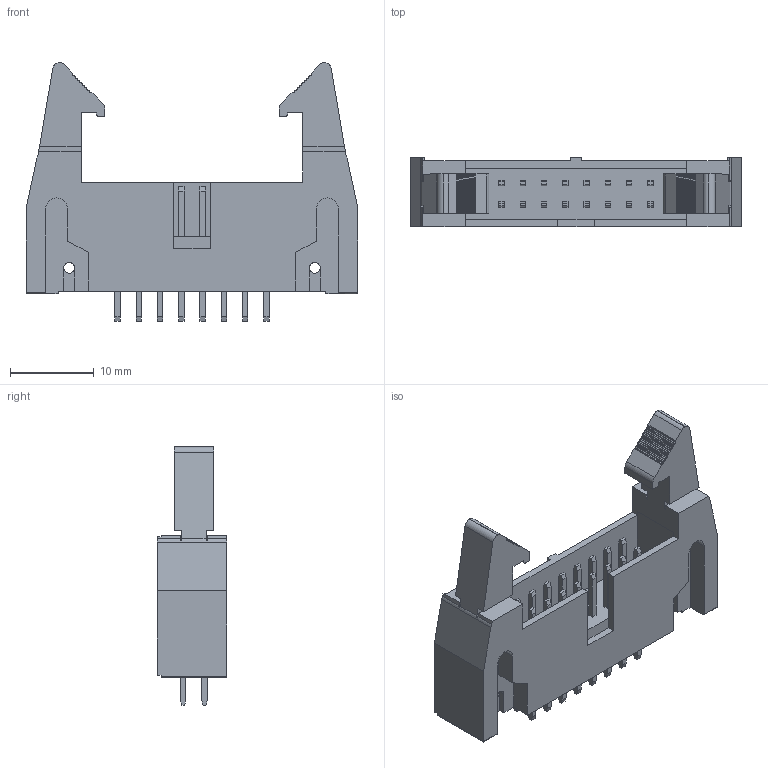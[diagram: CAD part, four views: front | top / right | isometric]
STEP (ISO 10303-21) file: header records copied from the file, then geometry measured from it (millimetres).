
FILE_DESCRIPTION(('STEP AP214'),'1');
FILE_NAME('header_awh16g-0232-t.stp','2015-04-21T12:34:31',('TraceParts'),('TraceParts S.A.'),'XStep 1.0',' ',' ');
FILE_SCHEMA(('automotive_design'));
Length unit declared in the file: millimetre
Products named in the file (1): 1
Bounding box: 39.52 x 8.3 x 30.9 mm (x, y, z)
Volume: 3587 mm3; surface area: 3448.8 mm2
Topology: 1 solids, 1 shells, 416 faces, 1136 edges, 752 vertices
Faces by surface type: plane 358, cylinder 58
Entity records: 25762 total; most frequent: CARTESIAN_POINT 2305, STYLED_ITEM 2304, PRESENTATION_STYLE_ASSIGNMENT 2304, COLOUR_RGB 2304, ORIENTED_EDGE 2272, DIRECTION 2088, EDGE_CURVE 1136, CURVE_STYLE 1136
